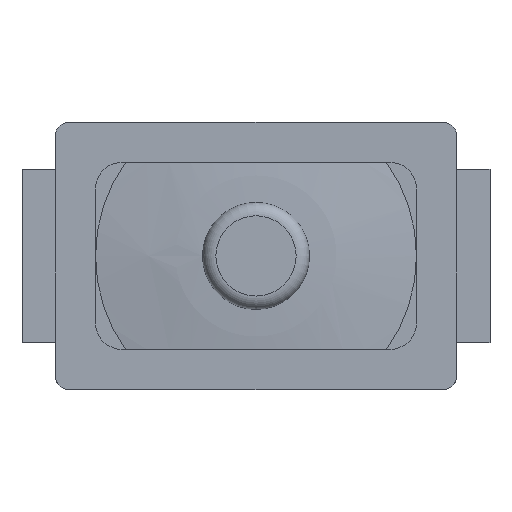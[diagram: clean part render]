
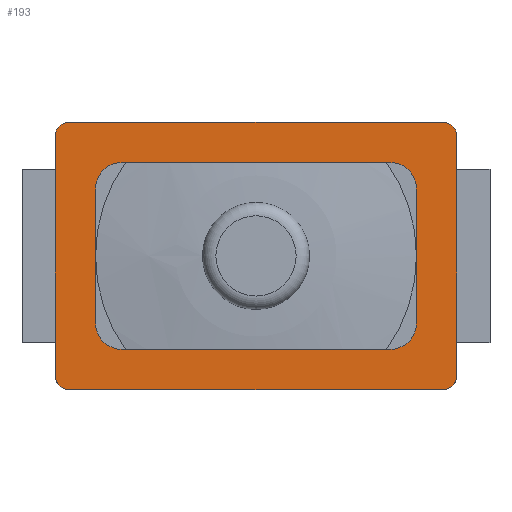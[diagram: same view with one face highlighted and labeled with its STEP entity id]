
A CAD part, top view. The second image highlights one B-rep face of the part: STEP entity #193.
In plain terms, the highlighted planar face has unit normal (0, 0, 1).
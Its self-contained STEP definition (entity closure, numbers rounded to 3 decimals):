
#113 = VERTEX_POINT('',#114);
#114 = CARTESIAN_POINT('',(-1.4,-1.,0.4));
#120 = EDGE_CURVE('',#113,#121,#123,.T.);
#121 = VERTEX_POINT('',#122);
#122 = CARTESIAN_POINT('',(-1.5,-0.9,0.4));
#123 = CIRCLE('',#124,0.1);
#124 = AXIS2_PLACEMENT_3D('',#125,#126,#127);
#125 = CARTESIAN_POINT('',(-1.4,-0.9,0.4));
#126 = DIRECTION('',(0.,0.,-1.));
#127 = DIRECTION('',(-0.707,-0.707,-0.));
#144 = EDGE_CURVE('',#121,#145,#147,.T.);
#145 = VERTEX_POINT('',#146);
#146 = CARTESIAN_POINT('',(-1.5,0.9,0.4));
#147 = LINE('',#148,#149);
#148 = CARTESIAN_POINT('',(-1.5,-0.525,0.4));
#149 = VECTOR('',#150,1.);
#150 = DIRECTION('',(0.,1.,0.));
#193 = ADVANCED_FACE('',(#194,#247),#317,.F.);
#194 = FACE_BOUND('',#195,.T.);
#195 = EDGE_LOOP('',(#196,#197,#205,#214,#222,#231,#239,#246));
#196 = ORIENTED_EDGE('',*,*,#120,.F.);
#197 = ORIENTED_EDGE('',*,*,#198,.F.);
#198 = EDGE_CURVE('',#199,#113,#201,.T.);
#199 = VERTEX_POINT('',#200);
#200 = CARTESIAN_POINT('',(1.4,-1.,0.4));
#201 = LINE('',#202,#203);
#202 = CARTESIAN_POINT('',(0.75,-1.,0.4));
#203 = VECTOR('',#204,1.);
#204 = DIRECTION('',(-1.,0.,0.));
#205 = ORIENTED_EDGE('',*,*,#206,.F.);
#206 = EDGE_CURVE('',#207,#199,#209,.T.);
#207 = VERTEX_POINT('',#208);
#208 = CARTESIAN_POINT('',(1.5,-0.9,0.4));
#209 = CIRCLE('',#210,0.1);
#210 = AXIS2_PLACEMENT_3D('',#211,#212,#213);
#211 = CARTESIAN_POINT('',(1.4,-0.9,0.4));
#212 = DIRECTION('',(0.,0.,-1.));
#213 = DIRECTION('',(0.707,-0.707,0.));
#214 = ORIENTED_EDGE('',*,*,#215,.F.);
#215 = EDGE_CURVE('',#216,#207,#218,.T.);
#216 = VERTEX_POINT('',#217);
#217 = CARTESIAN_POINT('',(1.5,0.9,0.4));
#218 = LINE('',#219,#220);
#219 = CARTESIAN_POINT('',(1.5,0.525,0.4));
#220 = VECTOR('',#221,1.);
#221 = DIRECTION('',(0.,-1.,0.));
#222 = ORIENTED_EDGE('',*,*,#223,.F.);
#223 = EDGE_CURVE('',#224,#216,#226,.T.);
#224 = VERTEX_POINT('',#225);
#225 = CARTESIAN_POINT('',(1.4,1.,0.4));
#226 = CIRCLE('',#227,0.1);
#227 = AXIS2_PLACEMENT_3D('',#228,#229,#230);
#228 = CARTESIAN_POINT('',(1.4,0.9,0.4));
#229 = DIRECTION('',(0.,0.,-1.));
#230 = DIRECTION('',(0.707,0.707,0.));
#231 = ORIENTED_EDGE('',*,*,#232,.F.);
#232 = EDGE_CURVE('',#233,#224,#235,.T.);
#233 = VERTEX_POINT('',#234);
#234 = CARTESIAN_POINT('',(-1.4,1.,0.4));
#235 = LINE('',#236,#237);
#236 = CARTESIAN_POINT('',(-0.75,1.,0.4));
#237 = VECTOR('',#238,1.);
#238 = DIRECTION('',(1.,0.,0.));
#239 = ORIENTED_EDGE('',*,*,#240,.F.);
#240 = EDGE_CURVE('',#145,#233,#241,.T.);
#241 = CIRCLE('',#242,0.1);
#242 = AXIS2_PLACEMENT_3D('',#243,#244,#245);
#243 = CARTESIAN_POINT('',(-1.4,0.9,0.4));
#244 = DIRECTION('',(0.,0.,-1.));
#245 = DIRECTION('',(-0.707,0.707,0.));
#246 = ORIENTED_EDGE('',*,*,#144,.F.);
#247 = FACE_BOUND('',#248,.T.);
#248 = EDGE_LOOP('',(#249,#259,#268,#276,#285,#293,#302,#310));
#249 = ORIENTED_EDGE('',*,*,#250,.T.);
#250 = EDGE_CURVE('',#251,#253,#255,.T.);
#251 = VERTEX_POINT('',#252);
#252 = CARTESIAN_POINT('',(1.2,0.5,0.4));
#253 = VERTEX_POINT('',#254);
#254 = CARTESIAN_POINT('',(1.2,-0.5,0.4));
#255 = LINE('',#256,#257);
#256 = CARTESIAN_POINT('',(1.2,0.35,0.4));
#257 = VECTOR('',#258,1.);
#258 = DIRECTION('',(0.,-1.,0.));
#259 = ORIENTED_EDGE('',*,*,#260,.F.);
#260 = EDGE_CURVE('',#261,#253,#263,.T.);
#261 = VERTEX_POINT('',#262);
#262 = CARTESIAN_POINT('',(1.,-0.7,0.4));
#263 = CIRCLE('',#264,0.2);
#264 = AXIS2_PLACEMENT_3D('',#265,#266,#267);
#265 = CARTESIAN_POINT('',(1.,-0.5,0.4));
#266 = DIRECTION('',(-0.,0.,1.));
#267 = DIRECTION('',(0.707,-0.707,0.));
#268 = ORIENTED_EDGE('',*,*,#269,.T.);
#269 = EDGE_CURVE('',#261,#270,#272,.T.);
#270 = VERTEX_POINT('',#271);
#271 = CARTESIAN_POINT('',(-1.,-0.7,0.4));
#272 = LINE('',#273,#274);
#273 = CARTESIAN_POINT('',(0.6,-0.7,0.4));
#274 = VECTOR('',#275,1.);
#275 = DIRECTION('',(-1.,0.,0.));
#276 = ORIENTED_EDGE('',*,*,#277,.F.);
#277 = EDGE_CURVE('',#278,#270,#280,.T.);
#278 = VERTEX_POINT('',#279);
#279 = CARTESIAN_POINT('',(-1.2,-0.5,0.4));
#280 = CIRCLE('',#281,0.2);
#281 = AXIS2_PLACEMENT_3D('',#282,#283,#284);
#282 = CARTESIAN_POINT('',(-1.,-0.5,0.4));
#283 = DIRECTION('',(0.,0.,1.));
#284 = DIRECTION('',(-0.707,-0.707,0.));
#285 = ORIENTED_EDGE('',*,*,#286,.T.);
#286 = EDGE_CURVE('',#278,#287,#289,.T.);
#287 = VERTEX_POINT('',#288);
#288 = CARTESIAN_POINT('',(-1.2,0.5,0.4));
#289 = LINE('',#290,#291);
#290 = CARTESIAN_POINT('',(-1.2,-0.35,0.4));
#291 = VECTOR('',#292,1.);
#292 = DIRECTION('',(0.,1.,0.));
#293 = ORIENTED_EDGE('',*,*,#294,.F.);
#294 = EDGE_CURVE('',#295,#287,#297,.T.);
#295 = VERTEX_POINT('',#296);
#296 = CARTESIAN_POINT('',(-1.,0.7,0.4));
#297 = CIRCLE('',#298,0.2);
#298 = AXIS2_PLACEMENT_3D('',#299,#300,#301);
#299 = CARTESIAN_POINT('',(-1.,0.5,0.4));
#300 = DIRECTION('',(0.,0.,1.));
#301 = DIRECTION('',(-0.707,0.707,0.));
#302 = ORIENTED_EDGE('',*,*,#303,.T.);
#303 = EDGE_CURVE('',#295,#304,#306,.T.);
#304 = VERTEX_POINT('',#305);
#305 = CARTESIAN_POINT('',(1.,0.7,0.4));
#306 = LINE('',#307,#308);
#307 = CARTESIAN_POINT('',(-0.6,0.7,0.4));
#308 = VECTOR('',#309,1.);
#309 = DIRECTION('',(1.,0.,0.));
#310 = ORIENTED_EDGE('',*,*,#311,.F.);
#311 = EDGE_CURVE('',#251,#304,#312,.T.);
#312 = CIRCLE('',#313,0.2);
#313 = AXIS2_PLACEMENT_3D('',#314,#315,#316);
#314 = CARTESIAN_POINT('',(1.,0.5,0.4));
#315 = DIRECTION('',(0.,-0.,1.));
#316 = DIRECTION('',(0.707,0.707,0.));
#317 = PLANE('',#318);
#318 = AXIS2_PLACEMENT_3D('',#319,#320,#321);
#319 = CARTESIAN_POINT('',(0.,0.,0.4));
#320 = DIRECTION('',(0.,0.,-1.));
#321 = DIRECTION('',(-1.,0.,0.));
